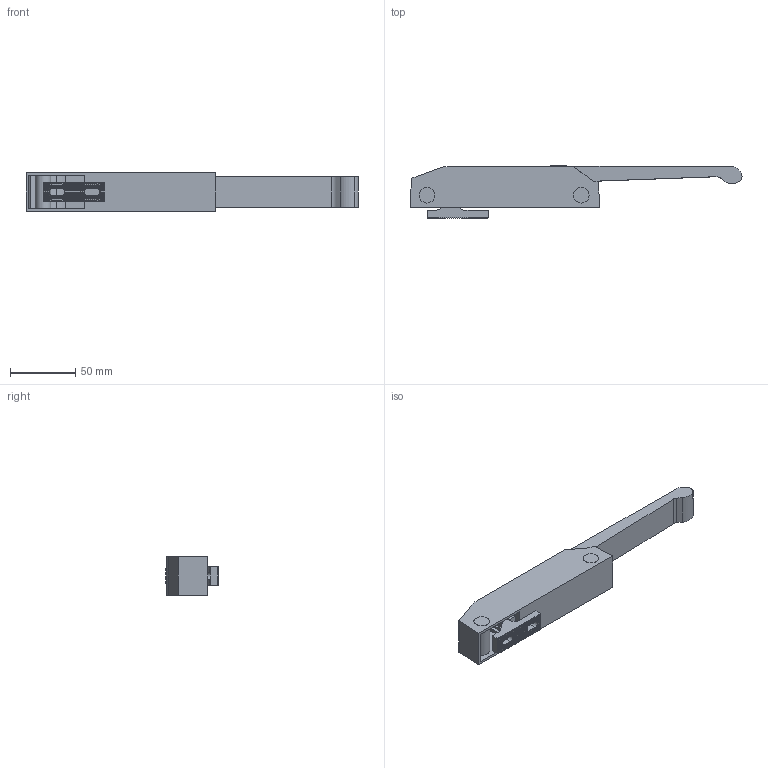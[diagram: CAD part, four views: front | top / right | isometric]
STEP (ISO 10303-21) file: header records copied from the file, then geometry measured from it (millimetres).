
FILE_DESCRIPTION( ( 'STEP AP214' ), '1' );
FILE_NAME( 'SK1-6190B.stp', '2024-01-16T07:14:20', ( 'License CC BY-ND 4.0' ), ( 'CADENAS' ), ' ', 'PARTsolutions', ' ' );
FILE_SCHEMA( ( 'AUTOMOTIVE_DESIGN { 1 0 10303 214 1 1 1 1 }' ) );
Length unit declared in the file: millimetre
Products named in the file (3): SK1-6190B; _SK1-6190B_11; _SK1-6190B_22
Assembly tree (2 placements, depth 2):
  SK1-6190B
    _SK1-6190B_11
    _SK1-6190B_22
Bounding box: 253.99 x 39.91 x 29.7 mm (x, y, z)
Volume: 134888.2 mm3; surface area: 34752.6 mm2
Topology: 2 solids, 2 shells, 292 faces, 839 edges, 558 vertices
Faces by surface type: plane 263, cylinder 29
Full cylindrical faces by diameter (mm): 12 x6
Entity records: 11865 total; most frequent: CARTESIAN_POINT 1718, ORIENTED_EDGE 1666, DIRECTION 1537, EDGE_CURVE 833, LINE 711, VECTOR 711, VERTEX_POINT 558, AXIS2_PLACEMENT_3D 413
